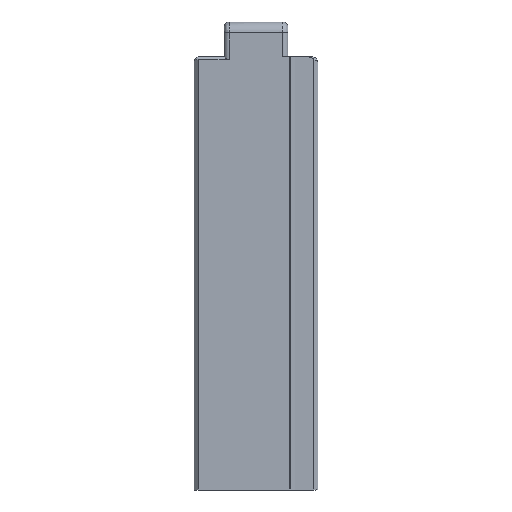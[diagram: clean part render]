
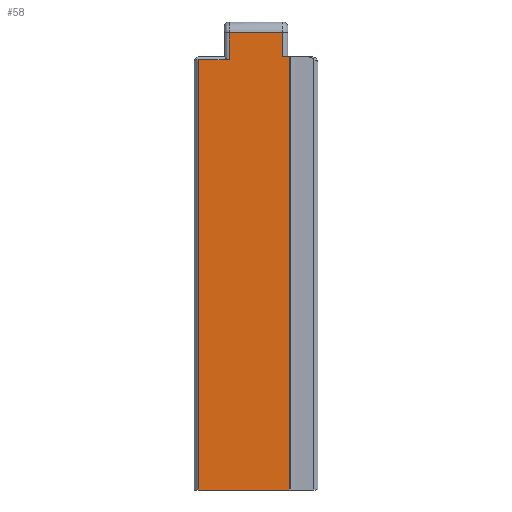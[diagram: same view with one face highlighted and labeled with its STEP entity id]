
A CAD part, front view. The second image highlights one B-rep face of the part: STEP entity #58.
In plain terms, the highlighted planar face has unit normal (0, -1, 0).
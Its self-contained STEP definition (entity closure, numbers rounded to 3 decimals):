
#15 = PLANE ( 'NONE',  #6764 ) ;
#58 = ADVANCED_FACE ( 'NONE', ( #613 ), #15, .F. ) ;
#196 = CARTESIAN_POINT ( 'NONE',  ( 0., -124.5, 161.5 ) ) ;
#238 = CARTESIAN_POINT ( 'NONE',  ( 0., -124.5, 110.35 ) ) ;
#376 = ORIENTED_EDGE ( 'NONE', *, *, #7800, .T. ) ;
#613 = FACE_OUTER_BOUND ( 'NONE', #9207, .T. ) ;
#928 = ORIENTED_EDGE ( 'NONE', *, *, #3501, .T. ) ;
#964 = DIRECTION ( 'NONE',  ( 1., 0., 0. ) ) ;
#1061 = CARTESIAN_POINT ( 'NONE',  ( -10., -124.5, 110.35 ) ) ;
#1239 = EDGE_CURVE ( 'NONE', #7028, #3785, #6910, .T. ) ;
#1349 = VECTOR ( 'NONE', #6680, 1000. ) ;
#1445 = CARTESIAN_POINT ( 'NONE',  ( 12.439, -124.5, 104.5 ) ) ;
#1561 = VECTOR ( 'NONE', #4652, 1000. ) ;
#1662 = VECTOR ( 'NONE', #4187, 1000. ) ;
#1707 = DIRECTION ( 'NONE',  ( -1., 0., 0. ) ) ;
#1781 = CARTESIAN_POINT ( 'NONE',  ( -10., -124.5, 171.55 ) ) ;
#2352 = ORIENTED_EDGE ( 'NONE', *, *, #4579, .T. ) ;
#2422 = CARTESIAN_POINT ( 'NONE',  ( -21.25, -124.5, 161.5 ) ) ;
#2491 = CARTESIAN_POINT ( 'NONE',  ( 10., -124.5, 110.35 ) ) ;
#2649 = VERTEX_POINT ( 'NONE', #3473 ) ;
#2685 = VERTEX_POINT ( 'NONE', #9374 ) ;
#3050 = VERTEX_POINT ( 'NONE', #5497 ) ;
#3170 = VECTOR ( 'NONE', #1707, 1000. ) ;
#3385 = LINE ( 'NONE', #8509, #1662 ) ;
#3404 = VECTOR ( 'NONE', #6134, 1000. ) ;
#3410 = ORIENTED_EDGE ( 'NONE', *, *, #6760, .T. ) ;
#3473 = CARTESIAN_POINT ( 'NONE',  ( 10., -124.5, 171.55 ) ) ;
#3501 = EDGE_CURVE ( 'NONE', #7848, #4709, #8940, .T. ) ;
#3785 = VERTEX_POINT ( 'NONE', #6631 ) ;
#3806 = ORIENTED_EDGE ( 'NONE', *, *, #1239, .F. ) ;
#3874 = CARTESIAN_POINT ( 'NONE',  ( -21.75, -124.5, 161.366 ) ) ;
#4168 = CARTESIAN_POINT ( 'NONE',  ( 12.439, -124.5, 0. ) ) ;
#4187 = DIRECTION ( 'NONE',  ( -1., 0., 0. ) ) ;
#4259 = DIRECTION ( 'NONE',  ( 0., -1., 0. ) ) ;
#4279 = EDGE_CURVE ( 'NONE', #4709, #4860, #8964, .T. ) ;
#4338 = ORIENTED_EDGE ( 'NONE', *, *, #8244, .T. ) ;
#4536 = DIRECTION ( 'NONE',  ( -1., 0., 0. ) ) ;
#4579 = EDGE_CURVE ( 'NONE', #4860, #8201, #5674, .T. ) ;
#4594 = DIRECTION ( 'NONE',  ( 0., 0., -1. ) ) ;
#4652 = DIRECTION ( 'NONE',  ( 0., 0., 1. ) ) ;
#4709 = VERTEX_POINT ( 'NONE', #5122 ) ;
#4860 = VERTEX_POINT ( 'NONE', #2422 ) ;
#4951 = EDGE_CURVE ( 'NONE', #2685, #2649, #5664, .T. ) ;
#4984 = LINE ( 'NONE', #8203, #8608 ) ;
#5122 = CARTESIAN_POINT ( 'NONE',  ( -10., -124.5, 161.5 ) ) ;
#5312 = LINE ( 'NONE', #8843, #3170 ) ;
#5317 = DIRECTION ( 'NONE',  ( 0., 1., 0. ) ) ;
#5397 = ORIENTED_EDGE ( 'NONE', *, *, #4951, .T. ) ;
#5497 = CARTESIAN_POINT ( 'NONE',  ( 12.439, -124.5, 162.5 ) ) ;
#5610 = LINE ( 'NONE', #1445, #9230 ) ;
#5664 = LINE ( 'NONE', #2491, #1561 ) ;
#5674 = CIRCLE ( 'NONE', #7105, 1. ) ;
#6134 = DIRECTION ( 'NONE',  ( 0., 0., -1. ) ) ;
#6631 = CARTESIAN_POINT ( 'NONE',  ( -21.75, -124.5, 0. ) ) ;
#6680 = DIRECTION ( 'NONE',  ( -1., 0., 0. ) ) ;
#6760 = EDGE_CURVE ( 'NONE', #7028, #3050, #5610, .T. ) ;
#6764 = AXIS2_PLACEMENT_3D ( 'NONE', #238, #5317, #964 ) ;
#6910 = LINE ( 'NONE', #4168, #1349 ) ;
#7028 = VERTEX_POINT ( 'NONE', #7240 ) ;
#7043 = VECTOR ( 'NONE', #4536, 1000. ) ;
#7105 = AXIS2_PLACEMENT_3D ( 'NONE', #8577, #4259, #9321 ) ;
#7177 = ORIENTED_EDGE ( 'NONE', *, *, #4279, .T. ) ;
#7240 = CARTESIAN_POINT ( 'NONE',  ( 12.439, -124.5, 0. ) ) ;
#7800 = EDGE_CURVE ( 'NONE', #8201, #3785, #4984, .T. ) ;
#7848 = VERTEX_POINT ( 'NONE', #1781 ) ;
#8201 = VERTEX_POINT ( 'NONE', #3874 ) ;
#8203 = CARTESIAN_POINT ( 'NONE',  ( -21.75, -124.5, 104.5 ) ) ;
#8244 = EDGE_CURVE ( 'NONE', #3050, #2685, #5312, .T. ) ;
#8473 = EDGE_CURVE ( 'NONE', #2649, #7848, #3385, .T. ) ;
#8490 = ORIENTED_EDGE ( 'NONE', *, *, #8473, .T. ) ;
#8509 = CARTESIAN_POINT ( 'NONE',  ( 0., -124.5, 171.55 ) ) ;
#8577 = CARTESIAN_POINT ( 'NONE',  ( -21.25, -124.5, 160.5 ) ) ;
#8608 = VECTOR ( 'NONE', #4594, 1000. ) ;
#8843 = CARTESIAN_POINT ( 'NONE',  ( 0., -124.5, 162.5 ) ) ;
#8940 = LINE ( 'NONE', #1061, #3404 ) ;
#8964 = LINE ( 'NONE', #196, #7043 ) ;
#9207 = EDGE_LOOP ( 'NONE', ( #928, #7177, #2352, #376, #3806, #3410, #4338, #5397, #8490 ) ) ;
#9230 = VECTOR ( 'NONE', #9405, 1000. ) ;
#9321 = DIRECTION ( 'NONE',  ( 1., 0., 0. ) ) ;
#9374 = CARTESIAN_POINT ( 'NONE',  ( 10., -124.5, 162.5 ) ) ;
#9405 = DIRECTION ( 'NONE',  ( 0., 0., 1. ) ) ;
